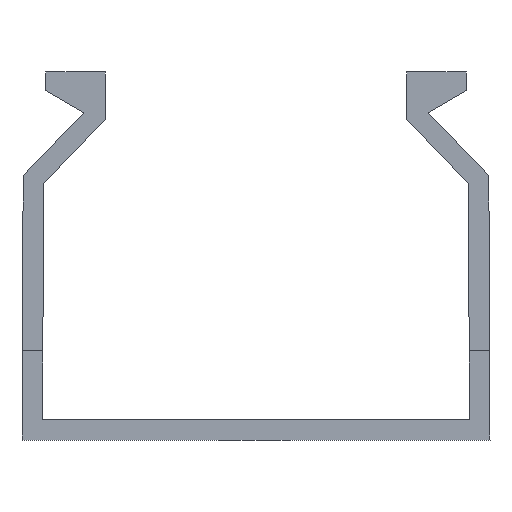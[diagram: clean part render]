
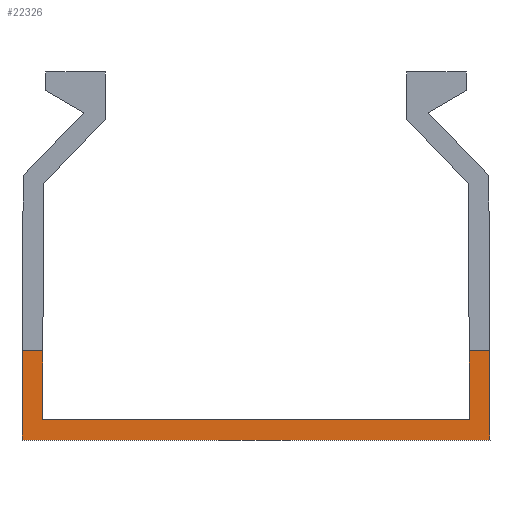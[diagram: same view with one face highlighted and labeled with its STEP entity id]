
A CAD part, front view. The second image highlights one B-rep face of the part: STEP entity #22326.
In plain terms, the highlighted planar face has unit normal (0, -1, 0).
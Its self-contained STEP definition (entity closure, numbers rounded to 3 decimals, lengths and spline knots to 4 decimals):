
#22326=ADVANCED_FACE('',(#27739),#24998,.T.);
#24998=PLANE('',#79733);
#27739=FACE_OUTER_BOUND('',#30515,.T.);
#30515=EDGE_LOOP('',(#45675,#45676,#45677,#45678,#45679,#45680,#45681,#45682));
#45675=ORIENTED_EDGE('',*,*,#59109,.T.);
#45676=ORIENTED_EDGE('',*,*,#59250,.T.);
#45677=ORIENTED_EDGE('',*,*,#57091,.T.);
#45678=ORIENTED_EDGE('',*,*,#60687,.F.);
#45679=ORIENTED_EDGE('',*,*,#60688,.F.);
#45680=ORIENTED_EDGE('',*,*,#60689,.T.);
#45681=ORIENTED_EDGE('',*,*,#59252,.T.);
#45682=ORIENTED_EDGE('',*,*,#58675,.T.);
#50456=VERTEX_POINT('',#103104);
#50458=VERTEX_POINT('',#103107);
#51322=VERTEX_POINT('',#106129);
#51323=VERTEX_POINT('',#106131);
#51612=VERTEX_POINT('',#106854);
#51753=VERTEX_POINT('',#107141);
#52471=VERTEX_POINT('',#110011);
#52472=VERTEX_POINT('',#110013);
#57091=EDGE_CURVE('',#50458,#50456,#65311,.T.);
#58675=EDGE_CURVE('',#51323,#51322,#66895,.T.);
#59109=EDGE_CURVE('',#51322,#51612,#67329,.T.);
#59250=EDGE_CURVE('',#51612,#50458,#67400,.T.);
#59252=EDGE_CURVE('',#51753,#51323,#67402,.T.);
#60687=EDGE_CURVE('',#52471,#50456,#68767,.T.);
#60688=EDGE_CURVE('',#52472,#52471,#68768,.T.);
#60689=EDGE_CURVE('',#52472,#51753,#68769,.T.);
#65311=LINE('',#103106,#73391);
#66895=LINE('',#106130,#74975);
#67329=LINE('',#106855,#75409);
#67400=LINE('',#107137,#75480);
#67402=LINE('',#107140,#75482);
#68767=LINE('',#110010,#76847);
#68768=LINE('',#110012,#76848);
#68769=LINE('',#110014,#76849);
#73391=VECTOR('',#87240,1.);
#74975=VECTOR('',#89974,1.);
#75409=VECTOR('',#90410,1.);
#75480=VECTOR('',#90623,1.);
#75482=VECTOR('',#90627,1.);
#76847=VECTOR('',#93566,1.);
#76848=VECTOR('',#93567,1.);
#76849=VECTOR('',#93568,1.);
#79733=AXIS2_PLACEMENT_3D('',#110015,#93569,#93570);
#87240=DIRECTION('',(-1.,0.,0.004));
#89974=DIRECTION('',(0.004,0.,-1.));
#90410=DIRECTION('',(-1.,0.,0.));
#90623=DIRECTION('',(0.004,0.,1.));
#90627=DIRECTION('',(-1.,0.,-0.004));
#93566=DIRECTION('',(0.004,0.,1.));
#93567=DIRECTION('',(-1.,0.,0.));
#93568=DIRECTION('',(-0.004,0.,1.));
#93569=DIRECTION('',(0.,-1.,0.));
#93570=DIRECTION('',(0.,0.,-1.));
#103104=CARTESIAN_POINT('',(-0.6279,0.,0.1848));
#103106=CARTESIAN_POINT('',(-0.5729,0.,0.1845));
#103107=CARTESIAN_POINT('',(-0.5729,0.,0.1845));
#106129=CARTESIAN_POINT('',(0.5737,0.,0.));
#106130=CARTESIAN_POINT('',(0.5729,0.,0.1845));
#106131=CARTESIAN_POINT('',(0.5729,0.,0.1845));
#106854=CARTESIAN_POINT('',(-0.5737,0.,0.));
#106855=CARTESIAN_POINT('',(0.6289,0.,0.));
#107137=CARTESIAN_POINT('',(-0.5737,0.,0.));
#107140=CARTESIAN_POINT('',(0.6279,0.,0.1848));
#107141=CARTESIAN_POINT('',(0.6279,0.,0.1848));
#110010=CARTESIAN_POINT('',(-0.6258,0.,0.6549));
#110011=CARTESIAN_POINT('',(-0.6289,0.,-0.055));
#110012=CARTESIAN_POINT('',(-0.6289,0.,-0.055));
#110013=CARTESIAN_POINT('',(0.6289,0.,-0.055));
#110014=CARTESIAN_POINT('',(0.6289,0.,-0.055));
#110015=CARTESIAN_POINT('',(0.6289,0.,-0.055));
